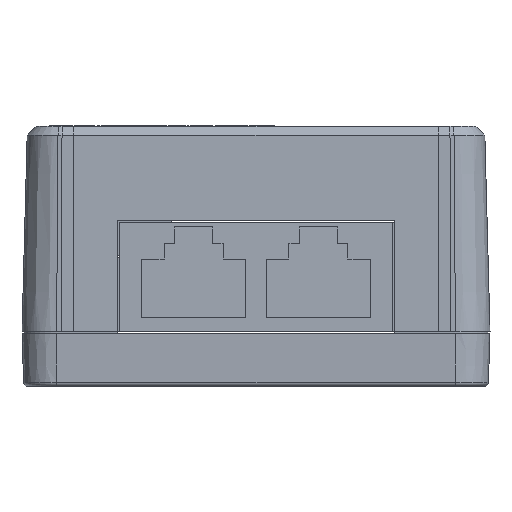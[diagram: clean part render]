
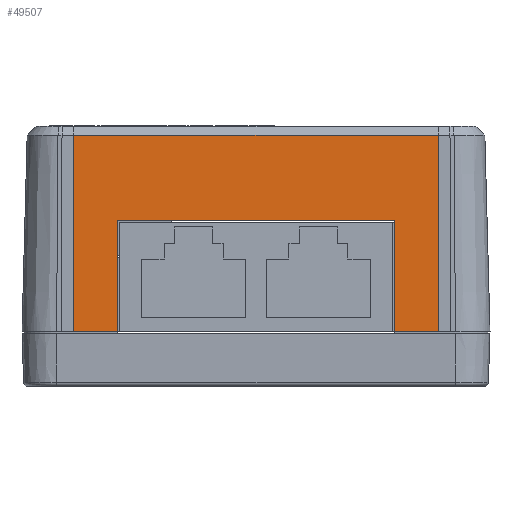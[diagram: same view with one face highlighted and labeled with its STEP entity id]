
A CAD part, left-side view. The second image highlights one B-rep face of the part: STEP entity #49507.
In plain terms, the highlighted planar face has unit normal (-1, 0, 0).
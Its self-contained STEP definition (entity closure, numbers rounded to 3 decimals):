
#362 = CARTESIAN_POINT ( 'NONE',  ( -57.5, -21., 6.3 ) ) ;
#465 = VECTOR ( 'NONE', #29413, 1000. ) ;
#2499 = VECTOR ( 'NONE', #13707, 1000. ) ;
#3236 = LINE ( 'NONE', #3545, #41123 ) ;
#3545 = CARTESIAN_POINT ( 'NONE',  ( -57.5, 16., 6.3 ) ) ;
#3885 = LINE ( 'NONE', #22694, #10696 ) ;
#4404 = CARTESIAN_POINT ( 'NONE',  ( -57.5, 0., 0. ) ) ;
#5356 = CARTESIAN_POINT ( 'NONE',  ( -57.5, -21., 28.973 ) ) ;
#6086 = VERTEX_POINT ( 'NONE', #8191 ) ;
#6094 = AXIS2_PLACEMENT_3D ( 'NONE', #4404, #42511, #47098 ) ;
#8191 = CARTESIAN_POINT ( 'NONE',  ( -57.5, 16., 19.1 ) ) ;
#10402 = VECTOR ( 'NONE', #33425, 1000. ) ;
#10696 = VECTOR ( 'NONE', #41411, 1000. ) ;
#13502 = CARTESIAN_POINT ( 'NONE',  ( -57.5, 21., 28.973 ) ) ;
#13707 = DIRECTION ( 'NONE',  ( 0., -1., 0. ) ) ;
#13724 = VERTEX_POINT ( 'NONE', #17596 ) ;
#15081 = LINE ( 'NONE', #57133, #23380 ) ;
#17596 = CARTESIAN_POINT ( 'NONE',  ( -57.5, 21., 6.3 ) ) ;
#17845 = CARTESIAN_POINT ( 'NONE',  ( -57.5, -16., 19.1 ) ) ;
#19402 = DIRECTION ( 'NONE',  ( 0., 1., 0. ) ) ;
#20227 = LINE ( 'NONE', #39250, #465 ) ;
#22694 = CARTESIAN_POINT ( 'NONE',  ( -57.5, 21., 28.973 ) ) ;
#22956 = CARTESIAN_POINT ( 'NONE',  ( -57.5, -21., 6.3 ) ) ;
#22964 = CARTESIAN_POINT ( 'NONE',  ( -57.5, -16., 6.3 ) ) ;
#23380 = VECTOR ( 'NONE', #19402, 1000. ) ;
#23735 = EDGE_CURVE ( 'NONE', #41015, #13724, #3885, .T. ) ;
#24536 = CARTESIAN_POINT ( 'NONE',  ( -57.5, 21., 28.973 ) ) ;
#24669 = ORIENTED_EDGE ( 'NONE', *, *, #59614, .T. ) ;
#25339 = VERTEX_POINT ( 'NONE', #60056 ) ;
#25496 = EDGE_CURVE ( 'NONE', #6086, #58157, #58484, .T. ) ;
#26365 = DIRECTION ( 'NONE',  ( 0., 0., 1. ) ) ;
#26676 = FACE_OUTER_BOUND ( 'NONE', #42813, .T. ) ;
#27129 = VERTEX_POINT ( 'NONE', #29867 ) ;
#28161 = LINE ( 'NONE', #22964, #2499 ) ;
#29413 = DIRECTION ( 'NONE',  ( 0., 0., -1. ) ) ;
#29867 = CARTESIAN_POINT ( 'NONE',  ( -57.5, 16., 6.3 ) ) ;
#32137 = LINE ( 'NONE', #22956, #48952 ) ;
#32378 = EDGE_CURVE ( 'NONE', #58157, #25339, #20227, .T. ) ;
#32745 = EDGE_CURVE ( 'NONE', #25339, #56178, #28161, .T. ) ;
#33425 = DIRECTION ( 'NONE',  ( 0., -1., 0. ) ) ;
#34238 = EDGE_CURVE ( 'NONE', #41015, #60326, #47845, .T. ) ;
#35322 = ORIENTED_EDGE ( 'NONE', *, *, #25496, .T. ) ;
#35449 = EDGE_CURVE ( 'NONE', #27129, #13724, #15081, .T. ) ;
#39250 = CARTESIAN_POINT ( 'NONE',  ( -57.5, -16., 19.1 ) ) ;
#39773 = DIRECTION ( 'NONE',  ( 0., -1., 0. ) ) ;
#41015 = VERTEX_POINT ( 'NONE', #13502 ) ;
#41026 = ORIENTED_EDGE ( 'NONE', *, *, #34238, .F. ) ;
#41123 = VECTOR ( 'NONE', #50267, 1000. ) ;
#41411 = DIRECTION ( 'NONE',  ( 0., 0., -1. ) ) ;
#42208 = PLANE ( 'NONE',  #6094 ) ;
#42511 = DIRECTION ( 'NONE',  ( -1., 0., 0. ) ) ;
#42813 = EDGE_LOOP ( 'NONE', ( #57107, #43475, #53900, #35322, #46710, #53185, #24669, #41026 ) ) ;
#43475 = ORIENTED_EDGE ( 'NONE', *, *, #35449, .F. ) ;
#46710 = ORIENTED_EDGE ( 'NONE', *, *, #32378, .T. ) ;
#47098 = DIRECTION ( 'NONE',  ( 0., 0., 1. ) ) ;
#47845 = LINE ( 'NONE', #24536, #10402 ) ;
#48952 = VECTOR ( 'NONE', #26365, 1000. ) ;
#49507 = ADVANCED_FACE ( 'NONE', ( #26676 ), #42208, .T. ) ;
#50267 = DIRECTION ( 'NONE',  ( 0., 0., 1. ) ) ;
#51961 = VECTOR ( 'NONE', #39773, 1000. ) ;
#53185 = ORIENTED_EDGE ( 'NONE', *, *, #32745, .T. ) ;
#53900 = ORIENTED_EDGE ( 'NONE', *, *, #59552, .T. ) ;
#56178 = VERTEX_POINT ( 'NONE', #362 ) ;
#57107 = ORIENTED_EDGE ( 'NONE', *, *, #23735, .T. ) ;
#57133 = CARTESIAN_POINT ( 'NONE',  ( -57.5, 16., 6.3 ) ) ;
#57858 = CARTESIAN_POINT ( 'NONE',  ( -57.5, 16., 19.1 ) ) ;
#58157 = VERTEX_POINT ( 'NONE', #17845 ) ;
#58484 = LINE ( 'NONE', #57858, #51961 ) ;
#59552 = EDGE_CURVE ( 'NONE', #27129, #6086, #3236, .T. ) ;
#59614 = EDGE_CURVE ( 'NONE', #56178, #60326, #32137, .T. ) ;
#60056 = CARTESIAN_POINT ( 'NONE',  ( -57.5, -16., 6.3 ) ) ;
#60326 = VERTEX_POINT ( 'NONE', #5356 ) ;
